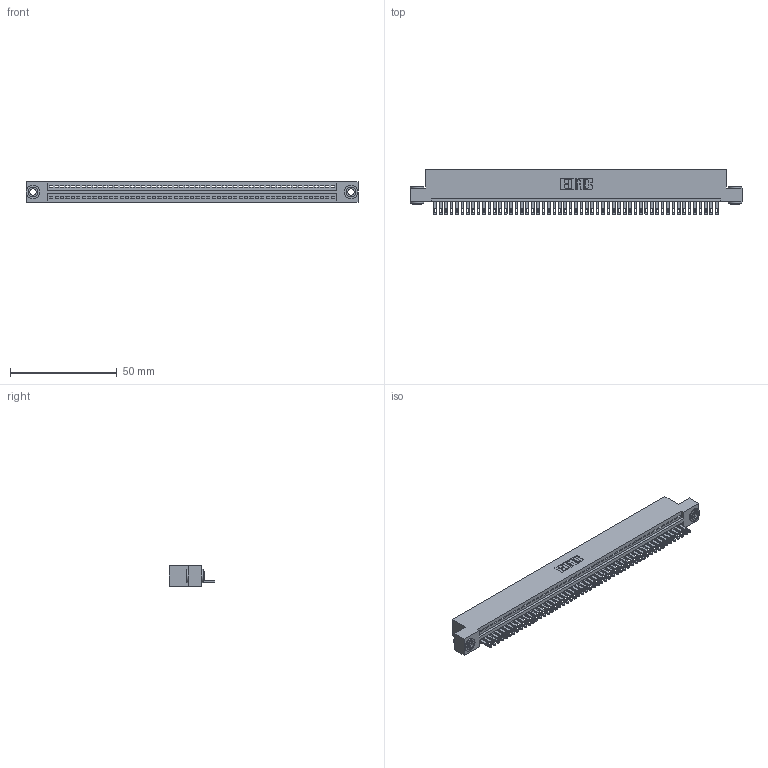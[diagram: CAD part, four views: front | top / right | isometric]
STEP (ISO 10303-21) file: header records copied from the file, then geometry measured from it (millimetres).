
FILE_DESCRIPTION (( 'STEP AP203' ), '1' );
FILE_NAME ('895-053-500-103.STEP', '2020-09-27T12:16:41', ( '' ), ( '' ), 'SwSTEP 2.0', 'SolidWorks 2020', '' );
FILE_SCHEMA (( 'CONFIG_CONTROL_DESIGN' ));
Length unit declared in the file: inch
Products named in the file (4): 345-250-002_345-250-002-102; 895-053-500-103; 845 Part_Flush Mounting Lugs - 0.156 Dia-TH; 345-292-001_345-293-100
Assembly tree (56 placements, depth 2):
  895-053-500-103
    845 Part_Flush Mounting Lugs - 0.156 Dia-TH
    345-292-001_345-293-100  x53
    345-250-002_345-250-002-102  x2
Bounding box: 155.83 x 21.51 x 9.4 mm (x, y, z)
Volume: 14943.1 mm3; surface area: 20341 mm2
Topology: 56 solids, 56 shells, 3026 faces, 9321 edges, 6210 vertices
Faces by surface type: plane 1892, cylinder 1126, cone 8
Entity records: 38988 total; most frequent: CARTESIAN_POINT 6730, ORIENTED_EDGE 6710, DIRECTION 5895, EDGE_CURVE 3355, VECTOR 2983, LINE 2983, VERTEX_POINT 2234, AXIS2_PLACEMENT_3D 1456
